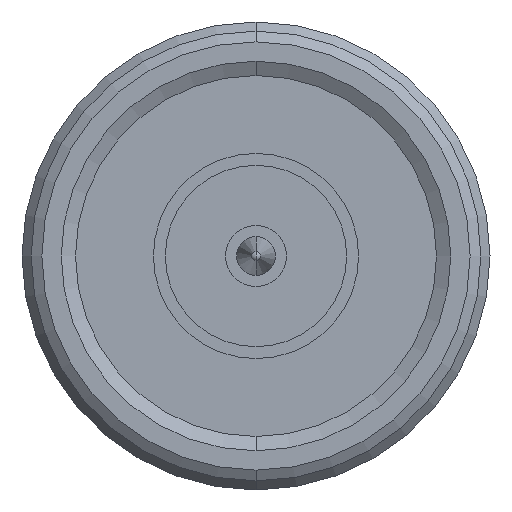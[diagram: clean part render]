
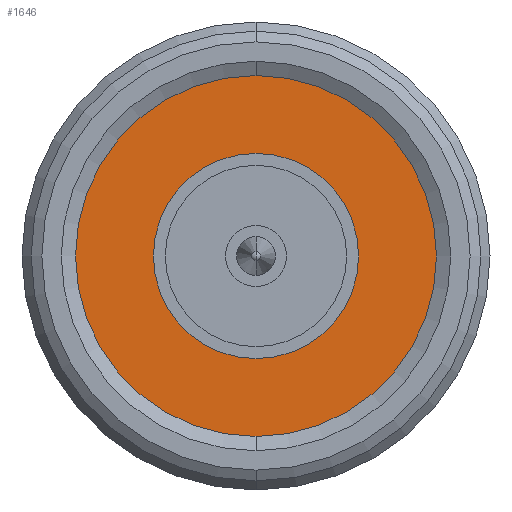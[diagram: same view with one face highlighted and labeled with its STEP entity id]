
A CAD part, left-side view. The second image highlights one B-rep face of the part: STEP entity #1646.
In plain terms, the highlighted face is planar.
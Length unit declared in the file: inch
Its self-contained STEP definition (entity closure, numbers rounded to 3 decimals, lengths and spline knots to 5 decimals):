
#81 = CARTESIAN_POINT ( 'NONE',  ( 0.0218, 0., 0. ) ) ;
#472 = EDGE_CURVE ( 'NONE', #5499, #5900, #3495, .T. ) ;
#478 = CARTESIAN_POINT ( 'NONE',  ( 0.0218, 0., 0.17268 ) ) ;
#509 = ORIENTED_EDGE ( 'NONE', *, *, #1416, .T. ) ;
#690 = DIRECTION ( 'NONE',  ( 0., 0., -1. ) ) ;
#733 = ORIENTED_EDGE ( 'NONE', *, *, #472, .T. ) ;
#866 = CARTESIAN_POINT ( 'NONE',  ( 0.0218, 0., -0.17268 ) ) ;
#958 = DIRECTION ( 'NONE',  ( 0., 0., 1. ) ) ;
#1011 = CIRCLE ( 'NONE', #1181, 0.17268 ) ;
#1113 = DIRECTION ( 'NONE',  ( -1., 0., 0. ) ) ;
#1181 = AXIS2_PLACEMENT_3D ( 'NONE', #1813, #1113, #7799 ) ;
#1416 = EDGE_CURVE ( 'NONE', #5900, #5499, #1011, .T. ) ;
#1646 = ADVANCED_FACE ( 'NONE', ( #5184, #3944 ), #3930, .T. ) ;
#1813 = CARTESIAN_POINT ( 'NONE',  ( 0.0218, 0., 0. ) ) ;
#2078 = AXIS2_PLACEMENT_3D ( 'NONE', #3521, #3587, #958 ) ;
#2089 = EDGE_LOOP ( 'NONE', ( #733, #509 ) ) ;
#2172 = AXIS2_PLACEMENT_3D ( 'NONE', #8397, #5827, #6434 ) ;
#2348 = EDGE_CURVE ( 'NONE', #5866, #3262, #6046, .T. ) ;
#3241 = CIRCLE ( 'NONE', #2172, 0.35915 ) ;
#3262 = VERTEX_POINT ( 'NONE', #3788 ) ;
#3495 = CIRCLE ( 'NONE', #2078, 0.17268 ) ;
#3521 = CARTESIAN_POINT ( 'NONE',  ( 0.0218, 0., 0. ) ) ;
#3587 = DIRECTION ( 'NONE',  ( -1., 0., 0. ) ) ;
#3788 = CARTESIAN_POINT ( 'NONE',  ( 0.0218, 0., -0.35915 ) ) ;
#3930 = PLANE ( 'NONE',  #5315 ) ;
#3944 = FACE_OUTER_BOUND ( 'NONE', #5577, .T. ) ;
#4205 = CARTESIAN_POINT ( 'NONE',  ( 0.0218, 0., 0.35915 ) ) ;
#4412 = ORIENTED_EDGE ( 'NONE', *, *, #2348, .F. ) ;
#4707 = DIRECTION ( 'NONE',  ( 0., 0., 1. ) ) ;
#5184 = FACE_BOUND ( 'NONE', #2089, .T. ) ;
#5253 = CARTESIAN_POINT ( 'NONE',  ( 0.0218, 0., 0. ) ) ;
#5315 = AXIS2_PLACEMENT_3D ( 'NONE', #5253, #5989, #690 ) ;
#5499 = VERTEX_POINT ( 'NONE', #478 ) ;
#5577 = EDGE_LOOP ( 'NONE', ( #4412, #8047 ) ) ;
#5827 = DIRECTION ( 'NONE',  ( -1., 0., 0. ) ) ;
#5866 = VERTEX_POINT ( 'NONE', #4205 ) ;
#5900 = VERTEX_POINT ( 'NONE', #866 ) ;
#5989 = DIRECTION ( 'NONE',  ( 1., 0., 0. ) ) ;
#6046 = CIRCLE ( 'NONE', #8403, 0.35915 ) ;
#6434 = DIRECTION ( 'NONE',  ( 0., 0., 1. ) ) ;
#6616 = DIRECTION ( 'NONE',  ( -1., 0., 0. ) ) ;
#6875 = EDGE_CURVE ( 'NONE', #3262, #5866, #3241, .T. ) ;
#7799 = DIRECTION ( 'NONE',  ( 0., 0., 1. ) ) ;
#8047 = ORIENTED_EDGE ( 'NONE', *, *, #6875, .F. ) ;
#8397 = CARTESIAN_POINT ( 'NONE',  ( 0.0218, 0., 0. ) ) ;
#8403 = AXIS2_PLACEMENT_3D ( 'NONE', #81, #6616, #4707 ) ;
